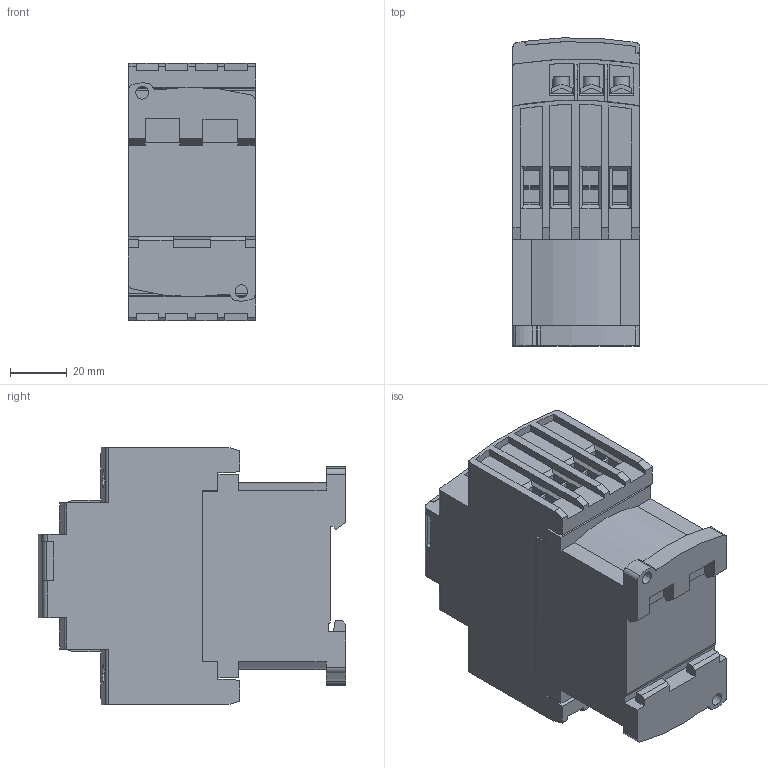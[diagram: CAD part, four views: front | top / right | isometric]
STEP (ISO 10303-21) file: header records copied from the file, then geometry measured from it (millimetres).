
FILE_DESCRIPTION((''),'2;1');
FILE_NAME('SIMPLIFIED_ASM','2020-09-09T15:49:18',('danae.lavaud'),(''),'CREO PARAMETRIC BY PTC INC, 2018260','CREO PARAMETRIC BY PTC INC, 2018260','');
FILE_SCHEMA(('CONFIG_CONTROL_DESIGN'));
Length unit declared in the file: millimetre
Products named in the file (8): PRT0005; PRT0006; PRT0007; PRT0008; PRT0009; PRT0010; PRT0011; SIMPLIFIED_ASM
Assembly tree (7 placements, depth 2):
  SIMPLIFIED_ASM
    PRT0005
    PRT0006
    PRT0007
    PRT0008
    PRT0009
    PRT0010
    PRT0011
Bounding box: 44.95 x 108.64 x 90.8 mm (x, y, z)
Volume: 316584.4 mm3; surface area: 59021.5 mm2
Topology: 23 solids, 23 shells, 701 faces, 1947 edges, 1297 vertices
Faces by surface type: plane 572, cylinder 129
Entity records: 22931 total; most frequent: CARTESIAN_POINT 4538, ORIENTED_EDGE 3894, DIRECTION 3616, EDGE_CURVE 1947, VECTOR 1624, LINE 1624, VERTEX_POINT 1297, AXIS2_PLACEMENT_3D 996
